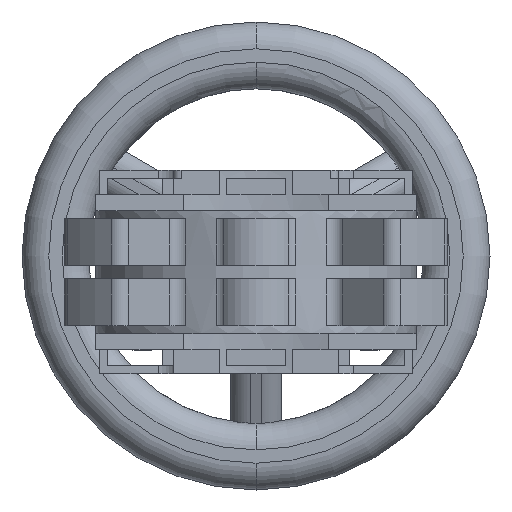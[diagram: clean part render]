
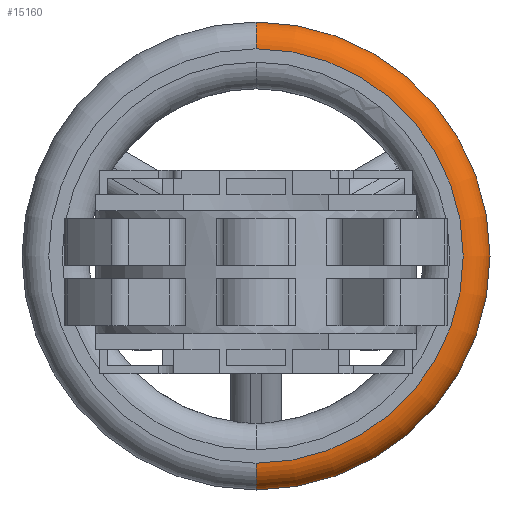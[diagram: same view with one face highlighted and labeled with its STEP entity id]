
A CAD part, front view. The second image highlights one B-rep face of the part: STEP entity #15160.
In plain terms, the highlighted toroidal (fillet/blend) face has major radius 77.5 mm and minor radius 10 mm.
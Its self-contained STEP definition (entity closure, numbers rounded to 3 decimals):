
#439 = CIRCLE ( 'NONE', #23100, 10. ) ;
#839 = AXIS2_PLACEMENT_3D ( 'NONE', #1151, #17835, #12036 ) ;
#1151 = CARTESIAN_POINT ( 'NONE',  ( 0., 296.5, 3.5 ) ) ;
#2152 = CARTESIAN_POINT ( 'NONE',  ( 0., 306.5, 3.5 ) ) ;
#2451 = EDGE_LOOP ( 'NONE', ( #23060, #33513, #21594, #23622 ) ) ;
#2836 = DIRECTION ( 'NONE',  ( 0., 0., 1. ) ) ;
#4130 = DIRECTION ( 'NONE',  ( 0., -1., 0. ) ) ;
#4706 = VERTEX_POINT ( 'NONE', #28685 ) ;
#6734 = FACE_OUTER_BOUND ( 'NONE', #2451, .T. ) ;
#10180 = TOROIDAL_SURFACE ( 'NONE', #34009, 77.5, 10. ) ;
#10272 = CIRCLE ( 'NONE', #22809, 87.5 ) ;
#12036 = DIRECTION ( 'NONE',  ( 0., 0., 1. ) ) ;
#12154 = DIRECTION ( 'NONE',  ( 0., 0., -1. ) ) ;
#12965 = EDGE_CURVE ( 'NONE', #4706, #23658, #10272, .T. ) ;
#15160 = ADVANCED_FACE ( 'NONE', ( #6734 ), #10180, .T. ) ;
#17372 = CARTESIAN_POINT ( 'NONE',  ( 0., 296.5, 81. ) ) ;
#17475 = CARTESIAN_POINT ( 'NONE',  ( 0., 306.5, -74. ) ) ;
#17835 = DIRECTION ( 'NONE',  ( 0., -1., 0. ) ) ;
#18276 = VERTEX_POINT ( 'NONE', #17372 ) ;
#18579 = CIRCLE ( 'NONE', #26337, 10. ) ;
#21594 = ORIENTED_EDGE ( 'NONE', *, *, #12965, .T. ) ;
#22809 = AXIS2_PLACEMENT_3D ( 'NONE', #2152, #4130, #26136 ) ;
#22995 = DIRECTION ( 'NONE',  ( 0., 1., 0. ) ) ;
#23060 = ORIENTED_EDGE ( 'NONE', *, *, #26306, .F. ) ;
#23100 = AXIS2_PLACEMENT_3D ( 'NONE', #35884, #35520, #2836 ) ;
#23622 = ORIENTED_EDGE ( 'NONE', *, *, #26003, .F. ) ;
#23658 = VERTEX_POINT ( 'NONE', #26467 ) ;
#25810 = DIRECTION ( 'NONE',  ( 1., 0., 0. ) ) ;
#26003 = EDGE_CURVE ( 'NONE', #18276, #23658, #439, .T. ) ;
#26136 = DIRECTION ( 'NONE',  ( 0., 0., 1. ) ) ;
#26306 = EDGE_CURVE ( 'NONE', #35744, #18276, #27261, .T. ) ;
#26337 = AXIS2_PLACEMENT_3D ( 'NONE', #17475, #25810, #12154 ) ;
#26467 = CARTESIAN_POINT ( 'NONE',  ( 0., 306.5, 91. ) ) ;
#27261 = CIRCLE ( 'NONE', #839, 77.5 ) ;
#28685 = CARTESIAN_POINT ( 'NONE',  ( 0., 306.5, -84. ) ) ;
#31012 = CARTESIAN_POINT ( 'NONE',  ( 0., 306.5, 3.5 ) ) ;
#32834 = EDGE_CURVE ( 'NONE', #35744, #4706, #18579, .T. ) ;
#33513 = ORIENTED_EDGE ( 'NONE', *, *, #32834, .T. ) ;
#33668 = DIRECTION ( 'NONE',  ( 0., 0., 1. ) ) ;
#34009 = AXIS2_PLACEMENT_3D ( 'NONE', #31012, #22995, #33668 ) ;
#34657 = CARTESIAN_POINT ( 'NONE',  ( 0., 296.5, -74. ) ) ;
#35520 = DIRECTION ( 'NONE',  ( -1., 0., 0. ) ) ;
#35744 = VERTEX_POINT ( 'NONE', #34657 ) ;
#35884 = CARTESIAN_POINT ( 'NONE',  ( 0., 306.5, 81. ) ) ;
